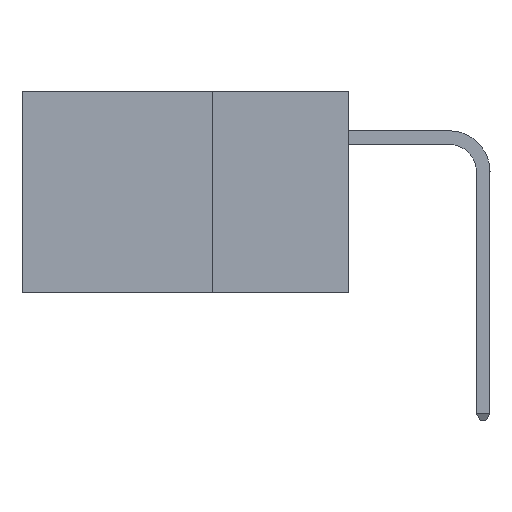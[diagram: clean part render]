
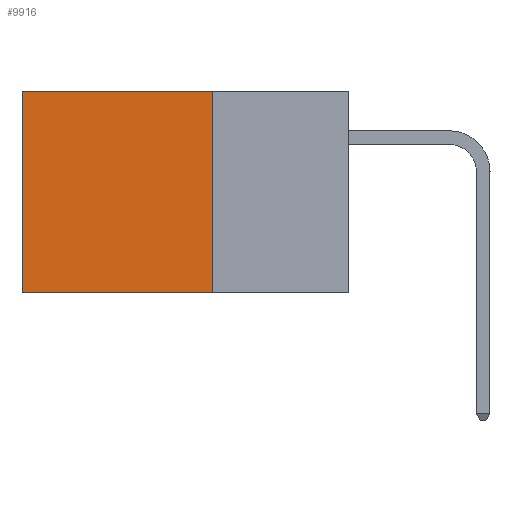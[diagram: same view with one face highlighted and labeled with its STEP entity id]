
A CAD part, left-side view. The second image highlights one B-rep face of the part: STEP entity #9916.
In plain terms, the highlighted planar face has unit normal (-1, 0, 0).
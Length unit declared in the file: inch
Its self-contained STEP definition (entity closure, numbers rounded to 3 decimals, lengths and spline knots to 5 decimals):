
#565 = LINE ( 'NONE', #16434, #10261 ) ;
#2042 = CARTESIAN_POINT ( 'NONE',  ( 0.2875, 0.6, 0. ) ) ;
#2146 = PLANE ( 'NONE',  #9946 ) ;
#2519 = DIRECTION ( 'NONE',  ( 0., 0., -1. ) ) ;
#2617 = ORIENTED_EDGE ( 'NONE', *, *, #10995, .T. ) ;
#3233 = LINE ( 'NONE', #2042, #16135 ) ;
#3234 = EDGE_CURVE ( 'NONE', #15997, #4649, #3233, .T. ) ;
#3478 = DIRECTION ( 'NONE',  ( 0., 0., -1. ) ) ;
#3853 = FACE_OUTER_BOUND ( 'NONE', #11028, .T. ) ;
#4312 = CARTESIAN_POINT ( 'NONE',  ( 0.2875, 0.6, 0. ) ) ;
#4649 = VERTEX_POINT ( 'NONE', #7233 ) ;
#4704 = CARTESIAN_POINT ( 'NONE',  ( 0.2875, 0.25, 0. ) ) ;
#6801 = DIRECTION ( 'NONE',  ( 0., 1., 0. ) ) ;
#7213 = VERTEX_POINT ( 'NONE', #16700 ) ;
#7233 = CARTESIAN_POINT ( 'NONE',  ( 0.2875, 0.6, -0.37 ) ) ;
#7321 = DIRECTION ( 'NONE',  ( 0., 1., 0. ) ) ;
#7714 = ORIENTED_EDGE ( 'NONE', *, *, #3234, .T. ) ;
#7856 = VECTOR ( 'NONE', #6801, 39.37008 ) ;
#8290 = CARTESIAN_POINT ( 'NONE',  ( 0.2875, 0.25, 0. ) ) ;
#9411 = CARTESIAN_POINT ( 'NONE',  ( 0.2875, 0.25, 0. ) ) ;
#9916 = ADVANCED_FACE ( 'NONE', ( #3853 ), #2146, .F. ) ;
#9946 = AXIS2_PLACEMENT_3D ( 'NONE', #4704, #11329, #3478 ) ;
#10261 = VECTOR ( 'NONE', #15239, 39.37008 ) ;
#10979 = LINE ( 'NONE', #9411, #7856 ) ;
#10995 = EDGE_CURVE ( 'NONE', #12622, #15997, #10979, .T. ) ;
#11028 = EDGE_LOOP ( 'NONE', ( #7714, #11847, #13352, #2617 ) ) ;
#11329 = DIRECTION ( 'NONE',  ( 1., 0., 0. ) ) ;
#11847 = ORIENTED_EDGE ( 'NONE', *, *, #14263, .F. ) ;
#12622 = VERTEX_POINT ( 'NONE', #8290 ) ;
#13352 = ORIENTED_EDGE ( 'NONE', *, *, #14987, .F. ) ;
#14263 = EDGE_CURVE ( 'NONE', #7213, #4649, #15091, .T. ) ;
#14987 = EDGE_CURVE ( 'NONE', #12622, #7213, #565, .T. ) ;
#15091 = LINE ( 'NONE', #15097, #15857 ) ;
#15097 = CARTESIAN_POINT ( 'NONE',  ( 0.2875, 0.25, -0.37 ) ) ;
#15239 = DIRECTION ( 'NONE',  ( 0., 0., -1. ) ) ;
#15857 = VECTOR ( 'NONE', #7321, 39.37008 ) ;
#15997 = VERTEX_POINT ( 'NONE', #4312 ) ;
#16135 = VECTOR ( 'NONE', #2519, 39.37008 ) ;
#16434 = CARTESIAN_POINT ( 'NONE',  ( 0.2875, 0.25, 0. ) ) ;
#16700 = CARTESIAN_POINT ( 'NONE',  ( 0.2875, 0.25, -0.37 ) ) ;
